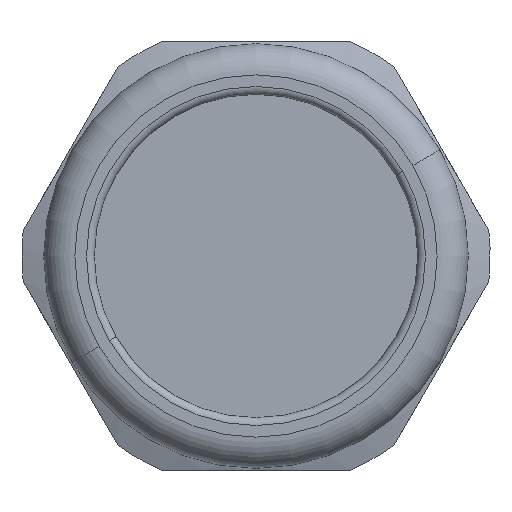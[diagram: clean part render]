
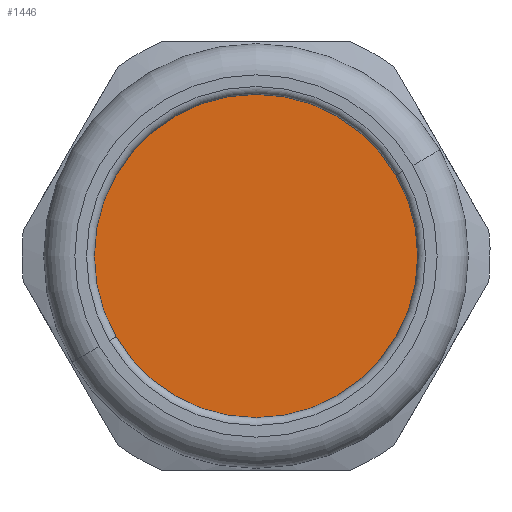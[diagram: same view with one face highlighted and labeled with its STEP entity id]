
A CAD part, left-side view. The second image highlights one B-rep face of the part: STEP entity #1446.
In plain terms, the highlighted planar face has unit normal (-1, 0, 0).
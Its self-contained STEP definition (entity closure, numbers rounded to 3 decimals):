
#142 = DIRECTION ( 'NONE',  ( -1., 0., 0. ) ) ;
#454 = CIRCLE ( 'NONE', #3471, 24.65 ) ;
#692 = EDGE_LOOP ( 'NONE', ( #2265, #1438 ) ) ;
#755 = AXIS2_PLACEMENT_3D ( 'NONE', #4608, #2433, #4590 ) ;
#756 = EDGE_CURVE ( 'NONE', #3490, #2507, #1744, .T. ) ;
#1438 = ORIENTED_EDGE ( 'NONE', *, *, #756, .T. ) ;
#1439 = DIRECTION ( 'NONE',  ( 0., 0.511, 0.859 ) ) ;
#1446 = ADVANCED_FACE ( 'NONE', ( #3004 ), #3524, .F. ) ;
#1744 = CIRCLE ( 'NONE', #4185, 24.65 ) ;
#1813 = DIRECTION ( 'NONE',  ( -1., 0., 0. ) ) ;
#2265 = ORIENTED_EDGE ( 'NONE', *, *, #4331, .T. ) ;
#2322 = CARTESIAN_POINT ( 'NONE',  ( -36.4, 0., 0. ) ) ;
#2433 = DIRECTION ( 'NONE',  ( 1., 0., 0. ) ) ;
#2507 = VERTEX_POINT ( 'NONE', #4148 ) ;
#2685 = DIRECTION ( 'NONE',  ( 0., 0.511, 0.859 ) ) ;
#2962 = CARTESIAN_POINT ( 'NONE',  ( -36.4, -12.608, -21.182 ) ) ;
#3004 = FACE_OUTER_BOUND ( 'NONE', #692, .T. ) ;
#3471 = AXIS2_PLACEMENT_3D ( 'NONE', #2322, #142, #2685 ) ;
#3490 = VERTEX_POINT ( 'NONE', #2962 ) ;
#3524 = PLANE ( 'NONE',  #755 ) ;
#3617 = CARTESIAN_POINT ( 'NONE',  ( -36.4, 0., 0. ) ) ;
#4148 = CARTESIAN_POINT ( 'NONE',  ( -36.4, 12.608, 21.182 ) ) ;
#4185 = AXIS2_PLACEMENT_3D ( 'NONE', #3617, #1813, #1439 ) ;
#4331 = EDGE_CURVE ( 'NONE', #2507, #3490, #454, .T. ) ;
#4590 = DIRECTION ( 'NONE',  ( 0., -0.511, -0.859 ) ) ;
#4608 = CARTESIAN_POINT ( 'NONE',  ( -36.4, 21.182, -12.608 ) ) ;
